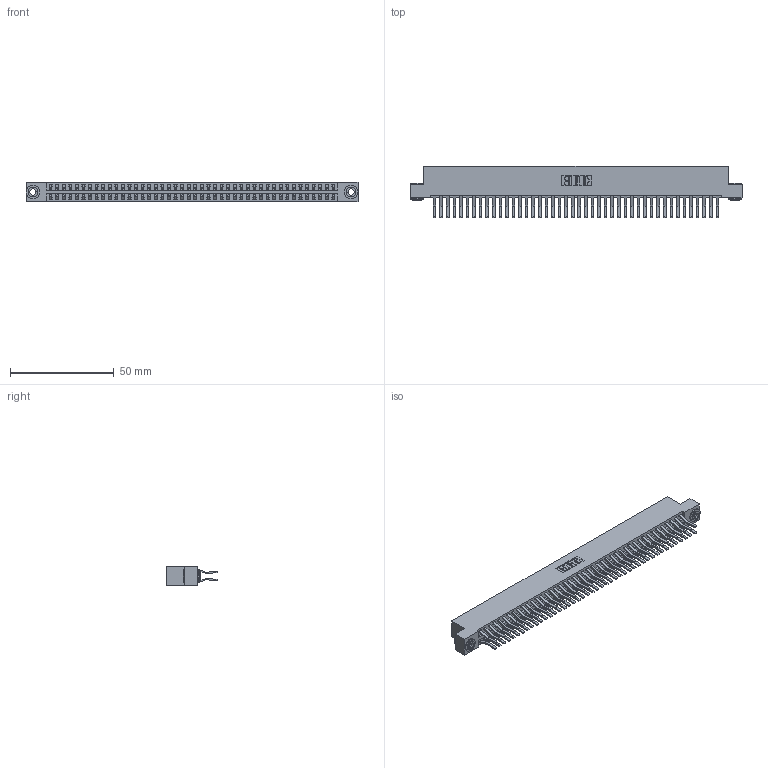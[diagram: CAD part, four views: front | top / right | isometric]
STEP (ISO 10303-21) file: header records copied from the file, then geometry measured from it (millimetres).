
FILE_DESCRIPTION (( 'STEP AP203' ), '1' );
FILE_NAME ('346-088-560-203.STEP', '2022-05-26T02:31:58', ( '' ), ( '' ), 'SwSTEP 2.0', 'SolidWorks 2020', '' );
FILE_SCHEMA (( 'CONFIG_CONTROL_DESIGN' ));
Length unit declared in the file: inch
Products named in the file (4): 346-088-560-203; 345-250-002_345-250-002-102; 345-292-001_560 Tail; 346 Part_Flush Mounting Lugs - 0.156 Dia-TH
Assembly tree (91 placements, depth 2):
  346-088-560-203
    346 Part_Flush Mounting Lugs - 0.156 Dia-TH
    345-292-001_560 Tail  x88
    345-250-002_345-250-002-102  x2
Bounding box: 160.27 x 24.78 x 9.4 mm (x, y, z)
Volume: 16222.3 mm3; surface area: 24117.7 mm2
Topology: 91 solids, 91 shells, 4926 faces, 14609 edges, 9618 vertices
Faces by surface type: plane 3180, cylinder 1738, cone 8
Entity records: 29600 total; most frequent: CARTESIAN_POINT 4857, ORIENTED_EDGE 4782, DIRECTION 4365, EDGE_CURVE 2391, VECTOR 2055, LINE 2055, VERTEX_POINT 1590, AXIS2_PLACEMENT_3D 1155
